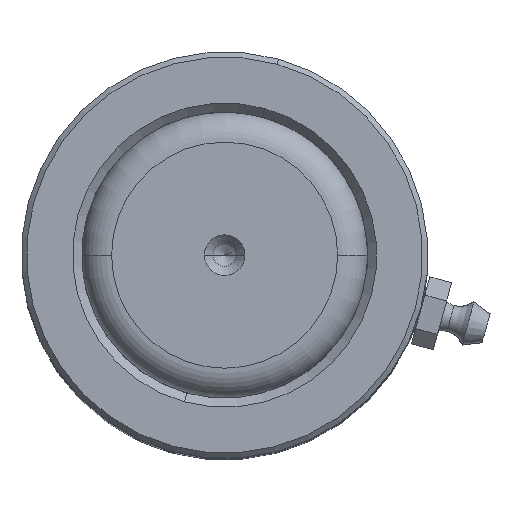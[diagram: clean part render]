
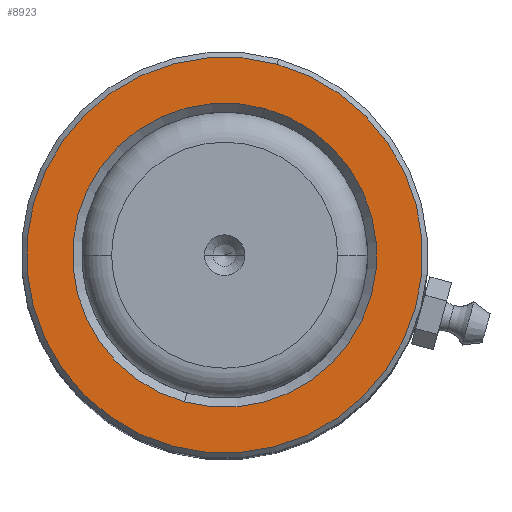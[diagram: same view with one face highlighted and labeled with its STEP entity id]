
A CAD part, top view. The second image highlights one B-rep face of the part: STEP entity #8923.
In plain terms, the highlighted planar face has unit normal (0, 0, 1).
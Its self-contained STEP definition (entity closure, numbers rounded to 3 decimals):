
#20 = EDGE_CURVE ( 'NONE', #7004, #8618, #1325, .T. ) ;
#135 = CARTESIAN_POINT ( 'NONE',  ( 0., 0., 120. ) ) ;
#509 = ORIENTED_EDGE ( 'NONE', *, *, #815, .T. ) ;
#815 = EDGE_CURVE ( 'NONE', #8618, #7004, #9165, .T. ) ;
#889 = PLANE ( 'NONE',  #7705 ) ;
#1076 = EDGE_CURVE ( 'NONE', #7173, #2503, #1104, .T. ) ;
#1104 = CIRCLE ( 'NONE', #2219, 26.3 ) ;
#1157 = AXIS2_PLACEMENT_3D ( 'NONE', #6680, #2372, #5964 ) ;
#1325 = CIRCLE ( 'NONE', #1157, 20.2 ) ;
#2219 = AXIS2_PLACEMENT_3D ( 'NONE', #6252, #5527, #8942 ) ;
#2328 = EDGE_LOOP ( 'NONE', ( #4262, #5084 ) ) ;
#2372 = DIRECTION ( 'NONE',  ( 0., 0., -1. ) ) ;
#2503 = VERTEX_POINT ( 'NONE', #3839 ) ;
#2563 = FACE_BOUND ( 'NONE', #6449, .T. ) ;
#2734 = CARTESIAN_POINT ( 'NONE',  ( -26.3, 0., 120. ) ) ;
#2899 = ORIENTED_EDGE ( 'NONE', *, *, #20, .T. ) ;
#3169 = CIRCLE ( 'NONE', #7263, 26.3 ) ;
#3466 = CARTESIAN_POINT ( 'NONE',  ( -20.2, 0., 120. ) ) ;
#3663 = DIRECTION ( 'NONE',  ( 0., 0., 1. ) ) ;
#3695 = CARTESIAN_POINT ( 'NONE',  ( 0., 0., 120. ) ) ;
#3727 = DIRECTION ( 'NONE',  ( 1., 0., 0. ) ) ;
#3839 = CARTESIAN_POINT ( 'NONE',  ( 26.3, 0., 120. ) ) ;
#4262 = ORIENTED_EDGE ( 'NONE', *, *, #1076, .T. ) ;
#4363 = DIRECTION ( 'NONE',  ( 0., 0., 1. ) ) ;
#4938 = FACE_OUTER_BOUND ( 'NONE', #2328, .T. ) ;
#5008 = AXIS2_PLACEMENT_3D ( 'NONE', #3695, #7356, #3727 ) ;
#5084 = ORIENTED_EDGE ( 'NONE', *, *, #7376, .T. ) ;
#5527 = DIRECTION ( 'NONE',  ( 0., 0., 1. ) ) ;
#5964 = DIRECTION ( 'NONE',  ( 1., 0., 0. ) ) ;
#6239 = CARTESIAN_POINT ( 'NONE',  ( 20.2, 0., 120. ) ) ;
#6252 = CARTESIAN_POINT ( 'NONE',  ( 0., 0., 120. ) ) ;
#6449 = EDGE_LOOP ( 'NONE', ( #2899, #509 ) ) ;
#6527 = DIRECTION ( 'NONE',  ( 1., 0., 0. ) ) ;
#6536 = DIRECTION ( 'NONE',  ( 1., 0., 0. ) ) ;
#6680 = CARTESIAN_POINT ( 'NONE',  ( 0., 0., 120. ) ) ;
#7004 = VERTEX_POINT ( 'NONE', #6239 ) ;
#7173 = VERTEX_POINT ( 'NONE', #2734 ) ;
#7211 = CARTESIAN_POINT ( 'NONE',  ( 0., 0., 120. ) ) ;
#7263 = AXIS2_PLACEMENT_3D ( 'NONE', #7211, #4363, #6527 ) ;
#7356 = DIRECTION ( 'NONE',  ( 0., 0., -1. ) ) ;
#7376 = EDGE_CURVE ( 'NONE', #2503, #7173, #3169, .T. ) ;
#7705 = AXIS2_PLACEMENT_3D ( 'NONE', #135, #3663, #6536 ) ;
#8618 = VERTEX_POINT ( 'NONE', #3466 ) ;
#8923 = ADVANCED_FACE ( 'NONE', ( #4938, #2563 ), #889, .T. ) ;
#8942 = DIRECTION ( 'NONE',  ( 1., 0., 0. ) ) ;
#9165 = CIRCLE ( 'NONE', #5008, 20.2 ) ;
